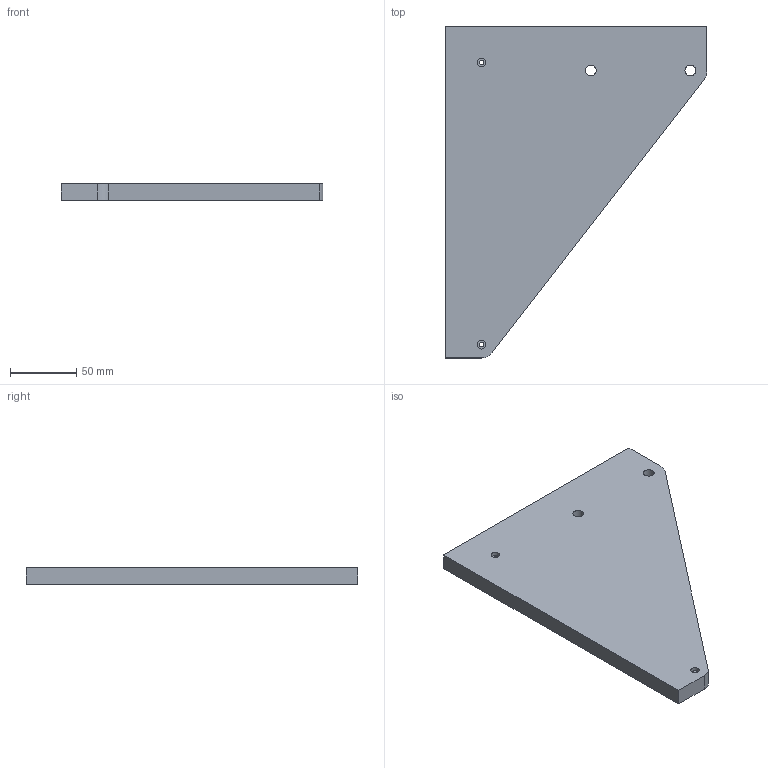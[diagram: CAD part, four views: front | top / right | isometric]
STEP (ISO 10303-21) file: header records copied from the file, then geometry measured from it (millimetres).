
FILE_DESCRIPTION((''),'2;1');
FILE_NAME('side support.ipt.step','2013-10-18T14:31:55',(''),(''),'Autodesk Inventor 2013','Autodesk Inventor 2013','');
FILE_SCHEMA(('AUTOMOTIVE_DESIGN { 1 0 10303 214 1 1 1 1 }'));
Length unit declared in the file: inch
Products named in the file (1): side support
Bounding box: 197.23 x 250 x 12.5 mm (x, y, z)
Volume: 395994.3 mm3; surface area: 74158.2 mm2
Topology: 1 solids, 1 shells, 17 faces, 39 edges, 26 vertices
Faces by surface type: plane 9, cylinder 8
Full cylindrical faces by diameter (mm): 3.404 x2, 6.502 x2, 8.1 x2
Entity records: 503 total; most frequent: DIRECTION 85, CARTESIAN_POINT 77, ORIENTED_EDGE 66, AXIS2_PLACEMENT_3D 34, EDGE_CURVE 33, EDGE_LOOP 33, VERTEX_POINT 26, FACE_OUTER_BOUND 17
